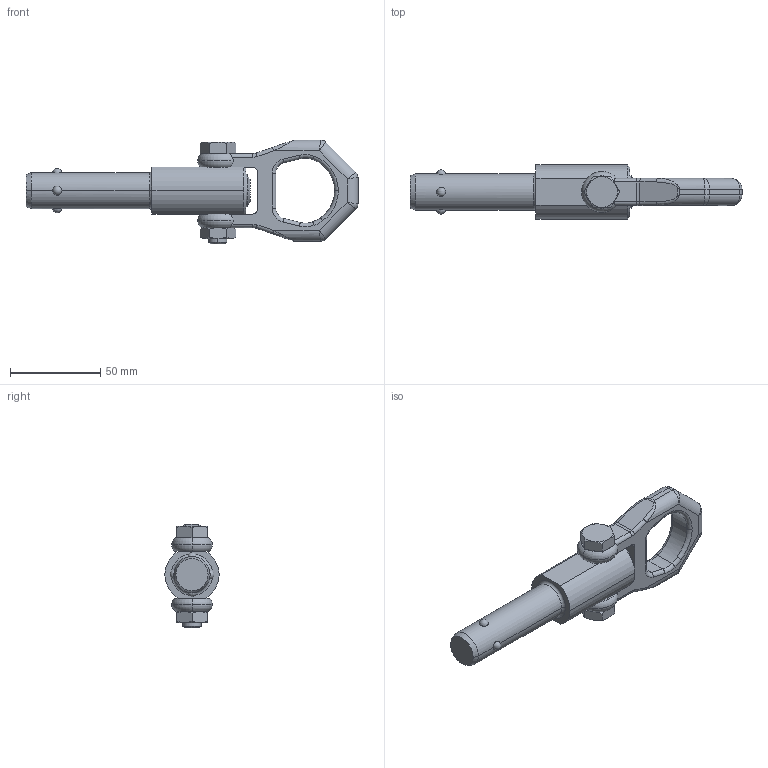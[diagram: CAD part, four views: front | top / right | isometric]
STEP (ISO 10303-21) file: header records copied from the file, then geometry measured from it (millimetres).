
FILE_DESCRIPTION(('STEP AP214'),'1');
FILE_NAME('EH_22350_0673.stp','2016-12-21T12:45:41',('TraceParts'),('TraceParts S.A.'),'Spatial InterOp 3D',' ',' ');
FILE_SCHEMA(('automotive_design'));
Length unit declared in the file: millimetre
Products named in the file (4): 1; 2; 3; 4
Bounding box: 183.7 x 30 x 57.5 mm (x, y, z)
Volume: 91240 mm3; surface area: 24465.6 mm2
Topology: 4 solids, 4 shells, 192 faces, 478 edges, 271 vertices
Faces by surface type: cylinder 62, plane 40, torus 34, cone 28, bspline 16, sphere 12
Entity records: 16368 total; most frequent: CARTESIAN_POINT 10526, ORIENTED_EDGE 900, DIRECTION 873, EDGE_CURVE 450, AXIS2_PLACEMENT_3D 367, VERTEX_POINT 271, EDGE_LOOP 207, STYLED_ITEM 196
